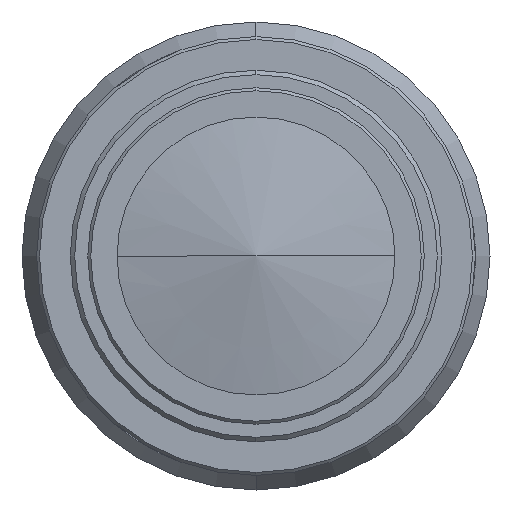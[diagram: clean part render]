
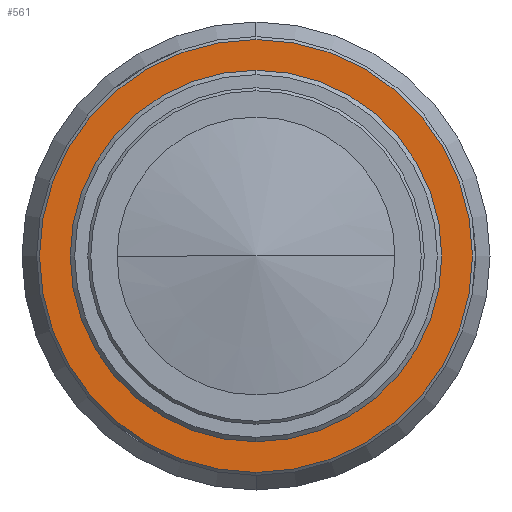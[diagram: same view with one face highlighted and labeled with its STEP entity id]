
A CAD part, left-side view. The second image highlights one B-rep face of the part: STEP entity #561.
In plain terms, the highlighted planar face has unit normal (-1, 0, 0).
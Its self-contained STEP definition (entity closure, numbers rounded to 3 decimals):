
#185 = EDGE_CURVE ( 'NONE', #1462, #1397, #267, .T. ) ;
#223 = ORIENTED_EDGE ( 'NONE', *, *, #1104, .T. ) ;
#226 = CIRCLE ( 'NONE', #1178, 12.3 ) ;
#258 = DIRECTION ( 'NONE',  ( -1., 0., 0. ) ) ;
#267 = CIRCLE ( 'NONE', #360, 12.3 ) ;
#360 = AXIS2_PLACEMENT_3D ( 'NONE', #1062, #1642, #496 ) ;
#450 = DIRECTION ( 'NONE',  ( -1., 0., 0. ) ) ;
#465 = CARTESIAN_POINT ( 'NONE',  ( -86.5, 0., 14.8 ) ) ;
#496 = DIRECTION ( 'NONE',  ( 0., 0., 1. ) ) ;
#520 = ORIENTED_EDGE ( 'NONE', *, *, #185, .F. ) ;
#532 = CARTESIAN_POINT ( 'NONE',  ( -86.5, 0., -14.8 ) ) ;
#561 = ADVANCED_FACE ( 'NONE', ( #762, #1778 ), #1386, .F. ) ;
#632 = VERTEX_POINT ( 'NONE', #532 ) ;
#678 = CIRCLE ( 'NONE', #1568, 14.8 ) ;
#693 = DIRECTION ( 'NONE',  ( 0., 0., -1. ) ) ;
#719 = ORIENTED_EDGE ( 'NONE', *, *, #1270, .T. ) ;
#762 = FACE_BOUND ( 'NONE', #1257, .T. ) ;
#860 = AXIS2_PLACEMENT_3D ( 'NONE', #1336, #889, #1309 ) ;
#889 = DIRECTION ( 'NONE',  ( -1., 0., 0. ) ) ;
#973 = CARTESIAN_POINT ( 'NONE',  ( -86.5, 0., -12.3 ) ) ;
#1062 = CARTESIAN_POINT ( 'NONE',  ( -86.5, 0., 0. ) ) ;
#1096 = CARTESIAN_POINT ( 'NONE',  ( -86.5, 0., 0. ) ) ;
#1104 = EDGE_CURVE ( 'NONE', #1596, #632, #1113, .T. ) ;
#1113 = CIRCLE ( 'NONE', #860, 14.8 ) ;
#1126 = CARTESIAN_POINT ( 'NONE',  ( -86.5, 0., 12.3 ) ) ;
#1148 = CARTESIAN_POINT ( 'NONE',  ( -86.5, 0., 0. ) ) ;
#1178 = AXIS2_PLACEMENT_3D ( 'NONE', #1148, #450, #1602 ) ;
#1192 = AXIS2_PLACEMENT_3D ( 'NONE', #1660, #1227, #1524 ) ;
#1227 = DIRECTION ( 'NONE',  ( 1., 0., 0. ) ) ;
#1257 = EDGE_LOOP ( 'NONE', ( #1261, #520 ) ) ;
#1261 = ORIENTED_EDGE ( 'NONE', *, *, #1513, .F. ) ;
#1270 = EDGE_CURVE ( 'NONE', #632, #1596, #678, .T. ) ;
#1309 = DIRECTION ( 'NONE',  ( 0., 0., -1. ) ) ;
#1336 = CARTESIAN_POINT ( 'NONE',  ( -86.5, 0., 0. ) ) ;
#1386 = PLANE ( 'NONE',  #1192 ) ;
#1397 = VERTEX_POINT ( 'NONE', #1126 ) ;
#1462 = VERTEX_POINT ( 'NONE', #973 ) ;
#1513 = EDGE_CURVE ( 'NONE', #1397, #1462, #226, .T. ) ;
#1524 = DIRECTION ( 'NONE',  ( 0., 0., -1. ) ) ;
#1568 = AXIS2_PLACEMENT_3D ( 'NONE', #1096, #258, #693 ) ;
#1596 = VERTEX_POINT ( 'NONE', #465 ) ;
#1602 = DIRECTION ( 'NONE',  ( 0., 0., 1. ) ) ;
#1642 = DIRECTION ( 'NONE',  ( -1., 0., 0. ) ) ;
#1647 = EDGE_LOOP ( 'NONE', ( #719, #223 ) ) ;
#1660 = CARTESIAN_POINT ( 'NONE',  ( -86.5, -14.978, 14.978 ) ) ;
#1778 = FACE_OUTER_BOUND ( 'NONE', #1647, .T. ) ;
